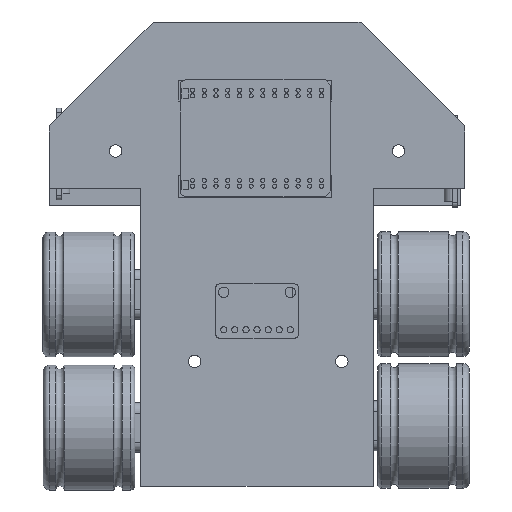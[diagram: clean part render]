
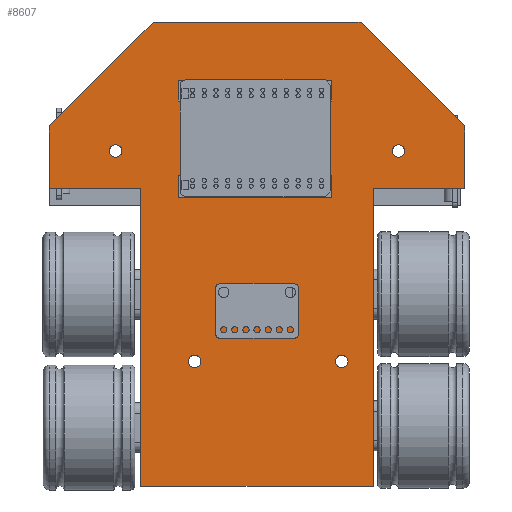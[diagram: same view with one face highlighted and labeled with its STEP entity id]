
A CAD part, top view. The second image highlights one B-rep face of the part: STEP entity #8607.
In plain terms, the highlighted planar face has unit normal (0, 0, 1).
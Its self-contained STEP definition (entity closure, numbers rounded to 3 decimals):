
#319=FACE_BOUND('',#1545,.T.);
#320=FACE_BOUND('',#1546,.T.);
#321=FACE_BOUND('',#1547,.T.);
#322=FACE_BOUND('',#1548,.T.);
#323=FACE_BOUND('',#1549,.T.);
#324=FACE_BOUND('',#1550,.T.);
#325=FACE_BOUND('',#1551,.T.);
#326=FACE_BOUND('',#1552,.T.);
#657=PLANE('',#9513);
#1019=FACE_OUTER_BOUND('',#1544,.T.);
#1544=EDGE_LOOP('',(#7334,#7335,#7336,#7337,#7338,#7339,#7340,#7341,#7342,
#7343));
#1545=EDGE_LOOP('',(#7344));
#1546=EDGE_LOOP('',(#7345));
#1547=EDGE_LOOP('',(#7346));
#1548=EDGE_LOOP('',(#7347));
#1549=EDGE_LOOP('',(#7348));
#1550=EDGE_LOOP('',(#7349));
#1551=EDGE_LOOP('',(#7350,#7351,#7352,#7353));
#1552=EDGE_LOOP('',(#7354,#7355,#7356,#7357));
#2272=LINE('',#15018,#2917);
#2274=LINE('',#15023,#2919);
#2275=LINE('',#15025,#2920);
#2276=LINE('',#15027,#2921);
#2277=LINE('',#15029,#2922);
#2278=LINE('',#15031,#2923);
#2279=LINE('',#15033,#2924);
#2280=LINE('',#15035,#2925);
#2281=LINE('',#15037,#2926);
#2282=LINE('',#15039,#2927);
#2283=LINE('',#15040,#2928);
#2284=LINE('',#15054,#2929);
#2285=LINE('',#15056,#2930);
#2286=LINE('',#15057,#2931);
#2287=LINE('',#15060,#2932);
#2288=LINE('',#15062,#2933);
#2289=LINE('',#15064,#2934);
#2290=LINE('',#15065,#2935);
#2917=VECTOR('',#11614,10.);
#2919=VECTOR('',#11618,10.);
#2920=VECTOR('',#11619,10.);
#2921=VECTOR('',#11620,10.);
#2922=VECTOR('',#11621,10.);
#2923=VECTOR('',#11622,10.);
#2924=VECTOR('',#11623,10.);
#2925=VECTOR('',#11624,10.);
#2926=VECTOR('',#11625,10.);
#2927=VECTOR('',#11626,10.);
#2928=VECTOR('',#11627,10.);
#2929=VECTOR('',#11640,10.);
#2930=VECTOR('',#11641,10.);
#2931=VECTOR('',#11642,10.);
#2932=VECTOR('',#11643,10.);
#2933=VECTOR('',#11644,10.);
#2934=VECTOR('',#11645,10.);
#2935=VECTOR('',#11646,10.);
#3443=CIRCLE('',#9514,1.5);
#3444=CIRCLE('',#9515,1.5);
#3445=CIRCLE('',#9516,1.5);
#3446=CIRCLE('',#9517,1.5);
#3447=CIRCLE('',#9518,1.25);
#3448=CIRCLE('',#9519,1.25);
#4161=VERTEX_POINT('',#15015);
#4162=VERTEX_POINT('',#15017);
#4163=VERTEX_POINT('',#15021);
#4164=VERTEX_POINT('',#15022);
#4165=VERTEX_POINT('',#15024);
#4166=VERTEX_POINT('',#15026);
#4167=VERTEX_POINT('',#15028);
#4168=VERTEX_POINT('',#15030);
#4169=VERTEX_POINT('',#15032);
#4170=VERTEX_POINT('',#15034);
#4171=VERTEX_POINT('',#15036);
#4172=VERTEX_POINT('',#15038);
#4173=VERTEX_POINT('',#15041);
#4174=VERTEX_POINT('',#15043);
#4175=VERTEX_POINT('',#15045);
#4176=VERTEX_POINT('',#15047);
#4177=VERTEX_POINT('',#15049);
#4178=VERTEX_POINT('',#15051);
#4179=VERTEX_POINT('',#15053);
#4180=VERTEX_POINT('',#15055);
#4181=VERTEX_POINT('',#15058);
#4182=VERTEX_POINT('',#15059);
#4183=VERTEX_POINT('',#15061);
#4184=VERTEX_POINT('',#15063);
#5258=EDGE_CURVE('',#4162,#4161,#2272,.T.);
#5260=EDGE_CURVE('',#4163,#4164,#2274,.T.);
#5261=EDGE_CURVE('',#4165,#4164,#2275,.T.);
#5262=EDGE_CURVE('',#4166,#4165,#2276,.T.);
#5263=EDGE_CURVE('',#4166,#4167,#2277,.T.);
#5264=EDGE_CURVE('',#4167,#4168,#2278,.T.);
#5265=EDGE_CURVE('',#4168,#4169,#2279,.T.);
#5266=EDGE_CURVE('',#4169,#4170,#2280,.T.);
#5267=EDGE_CURVE('',#4170,#4171,#2281,.T.);
#5268=EDGE_CURVE('',#4171,#4172,#2282,.T.);
#5269=EDGE_CURVE('',#4172,#4163,#2283,.T.);
#5270=EDGE_CURVE('',#4173,#4173,#3443,.T.);
#5271=EDGE_CURVE('',#4174,#4174,#3444,.T.);
#5272=EDGE_CURVE('',#4175,#4175,#3445,.T.);
#5273=EDGE_CURVE('',#4176,#4176,#3446,.T.);
#5274=EDGE_CURVE('',#4177,#4177,#3447,.T.);
#5275=EDGE_CURVE('',#4178,#4178,#3448,.T.);
#5276=EDGE_CURVE('',#4179,#4162,#2284,.T.);
#5277=EDGE_CURVE('',#4161,#4180,#2285,.T.);
#5278=EDGE_CURVE('',#4180,#4179,#2286,.T.);
#5279=EDGE_CURVE('',#4181,#4182,#2287,.T.);
#5280=EDGE_CURVE('',#4182,#4183,#2288,.T.);
#5281=EDGE_CURVE('',#4183,#4184,#2289,.T.);
#5282=EDGE_CURVE('',#4184,#4181,#2290,.T.);
#7334=ORIENTED_EDGE('',*,*,#5260,.T.);
#7335=ORIENTED_EDGE('',*,*,#5261,.F.);
#7336=ORIENTED_EDGE('',*,*,#5262,.F.);
#7337=ORIENTED_EDGE('',*,*,#5263,.T.);
#7338=ORIENTED_EDGE('',*,*,#5264,.T.);
#7339=ORIENTED_EDGE('',*,*,#5265,.T.);
#7340=ORIENTED_EDGE('',*,*,#5266,.T.);
#7341=ORIENTED_EDGE('',*,*,#5267,.T.);
#7342=ORIENTED_EDGE('',*,*,#5268,.T.);
#7343=ORIENTED_EDGE('',*,*,#5269,.T.);
#7344=ORIENTED_EDGE('',*,*,#5270,.T.);
#7345=ORIENTED_EDGE('',*,*,#5271,.T.);
#7346=ORIENTED_EDGE('',*,*,#5272,.T.);
#7347=ORIENTED_EDGE('',*,*,#5273,.T.);
#7348=ORIENTED_EDGE('',*,*,#5274,.T.);
#7349=ORIENTED_EDGE('',*,*,#5275,.T.);
#7350=ORIENTED_EDGE('',*,*,#5276,.T.);
#7351=ORIENTED_EDGE('',*,*,#5258,.T.);
#7352=ORIENTED_EDGE('',*,*,#5277,.T.);
#7353=ORIENTED_EDGE('',*,*,#5278,.T.);
#7354=ORIENTED_EDGE('',*,*,#5279,.T.);
#7355=ORIENTED_EDGE('',*,*,#5280,.T.);
#7356=ORIENTED_EDGE('',*,*,#5281,.T.);
#7357=ORIENTED_EDGE('',*,*,#5282,.T.);
#8607=ADVANCED_FACE('',(#1019,#319,#320,#321,#322,#323,#324,#325,#326),
#657,.T.);
#9513=AXIS2_PLACEMENT_3D('',#15020,#11616,#11617);
#9514=AXIS2_PLACEMENT_3D('',#15042,#11628,#11629);
#9515=AXIS2_PLACEMENT_3D('',#15044,#11630,#11631);
#9516=AXIS2_PLACEMENT_3D('',#15046,#11632,#11633);
#9517=AXIS2_PLACEMENT_3D('',#15048,#11634,#11635);
#9518=AXIS2_PLACEMENT_3D('',#15050,#11636,#11637);
#9519=AXIS2_PLACEMENT_3D('',#15052,#11638,#11639);
#11614=DIRECTION('',(-1.,0.,0.));
#11616=DIRECTION('center_axis',(0.,0.,1.));
#11617=DIRECTION('ref_axis',(1.,0.,0.));
#11618=DIRECTION('',(0.,-1.,0.));
#11619=DIRECTION('',(-1.,0.,0.));
#11620=DIRECTION('',(0.,-1.,0.));
#11621=DIRECTION('',(1.,0.,0.));
#11622=DIRECTION('',(0.,1.,0.));
#11623=DIRECTION('',(-0.707,0.707,0.));
#11624=DIRECTION('',(-1.,0.,0.));
#11625=DIRECTION('',(-0.707,-0.707,0.));
#11626=DIRECTION('',(0.,-1.,0.));
#11627=DIRECTION('',(1.,0.,0.));
#11628=DIRECTION('center_axis',(0.,0.,-1.));
#11629=DIRECTION('ref_axis',(-1.,0.,0.));
#11630=DIRECTION('center_axis',(0.,0.,-1.));
#11631=DIRECTION('ref_axis',(-1.,0.,0.));
#11632=DIRECTION('center_axis',(0.,0.,-1.));
#11633=DIRECTION('ref_axis',(-1.,0.,0.));
#11634=DIRECTION('center_axis',(0.,0.,-1.));
#11635=DIRECTION('ref_axis',(-1.,0.,0.));
#11636=DIRECTION('center_axis',(0.,0.,-1.));
#11637=DIRECTION('ref_axis',(-1.,0.,0.));
#11638=DIRECTION('center_axis',(0.,0.,-1.));
#11639=DIRECTION('ref_axis',(-1.,0.,0.));
#11640=DIRECTION('',(0.,-1.,0.));
#11641=DIRECTION('',(0.,1.,0.));
#11642=DIRECTION('',(1.,0.,0.));
#11643=DIRECTION('',(-1.,0.,0.));
#11644=DIRECTION('',(0.,1.,0.));
#11645=DIRECTION('',(1.,0.,0.));
#11646=DIRECTION('',(0.,-1.,0.));
#15015=CARTESIAN_POINT('',(9.,91.,3.));
#15017=CARTESIAN_POINT('',(46.,91.,3.));
#15018=CARTESIAN_POINT('',(37.,91.,3.));
#15020=CARTESIAN_POINT('Origin',(28.,55.,3.));
#15021=CARTESIAN_POINT('',(0.,70.,3.));
#15022=CARTESIAN_POINT('',(0.,-1.6,3.));
#15023=CARTESIAN_POINT('',(0.,70.,3.));
#15024=CARTESIAN_POINT('',(56.,-1.6,3.));
#15025=CARTESIAN_POINT('',(0.,-1.6,3.));
#15026=CARTESIAN_POINT('',(56.,70.,3.));
#15027=CARTESIAN_POINT('',(56.,0.,3.));
#15028=CARTESIAN_POINT('',(78.,70.,3.));
#15029=CARTESIAN_POINT('',(56.,70.,3.));
#15030=CARTESIAN_POINT('',(78.,85.,3.));
#15031=CARTESIAN_POINT('',(78.,70.,3.));
#15032=CARTESIAN_POINT('',(53.,110.,3.));
#15033=CARTESIAN_POINT('',(78.,85.,3.));
#15034=CARTESIAN_POINT('',(3.,110.,3.));
#15035=CARTESIAN_POINT('',(3.,110.,3.));
#15036=CARTESIAN_POINT('',(-22.,85.,3.));
#15037=CARTESIAN_POINT('',(-22.,85.,3.));
#15038=CARTESIAN_POINT('',(-22.,70.,3.));
#15039=CARTESIAN_POINT('',(-22.,70.,3.));
#15040=CARTESIAN_POINT('',(0.,70.,3.));
#15041=CARTESIAN_POINT('',(63.5,79.,3.));
#15042=CARTESIAN_POINT('Origin',(62.,79.,3.));
#15043=CARTESIAN_POINT('',(14.5,28.42,3.));
#15044=CARTESIAN_POINT('Origin',(13.,28.42,3.));
#15045=CARTESIAN_POINT('',(-4.5,79.,3.));
#15046=CARTESIAN_POINT('Origin',(-6.,79.,3.));
#15047=CARTESIAN_POINT('',(49.887,28.42,3.));
#15048=CARTESIAN_POINT('Origin',(48.387,28.42,3.));
#15049=CARTESIAN_POINT('',(37.25,45.,3.));
#15050=CARTESIAN_POINT('Origin',(36.,45.,3.));
#15051=CARTESIAN_POINT('',(21.25,45.,3.));
#15052=CARTESIAN_POINT('Origin',(20.,45.,3.));
#15053=CARTESIAN_POINT('',(46.,96.,3.));
#15054=CARTESIAN_POINT('',(46.,73.5,3.));
#15055=CARTESIAN_POINT('',(9.,96.,3.));
#15056=CARTESIAN_POINT('',(9.,73.5,3.));
#15057=CARTESIAN_POINT('',(18.5,96.,3.));
#15058=CARTESIAN_POINT('',(46.,67.745,3.));
#15059=CARTESIAN_POINT('',(9.,67.745,3.));
#15060=CARTESIAN_POINT('',(37.,67.745,3.));
#15061=CARTESIAN_POINT('',(9.,73.,3.));
#15062=CARTESIAN_POINT('',(9.,61.372,3.));
#15063=CARTESIAN_POINT('',(46.,73.,3.));
#15064=CARTESIAN_POINT('',(18.5,73.,3.));
#15065=CARTESIAN_POINT('',(46.,64.,3.));
